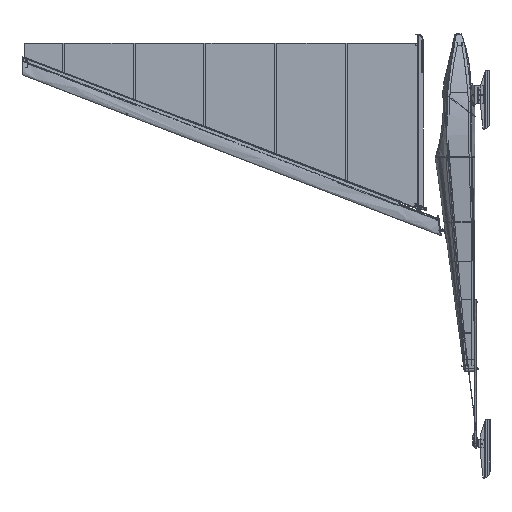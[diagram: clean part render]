
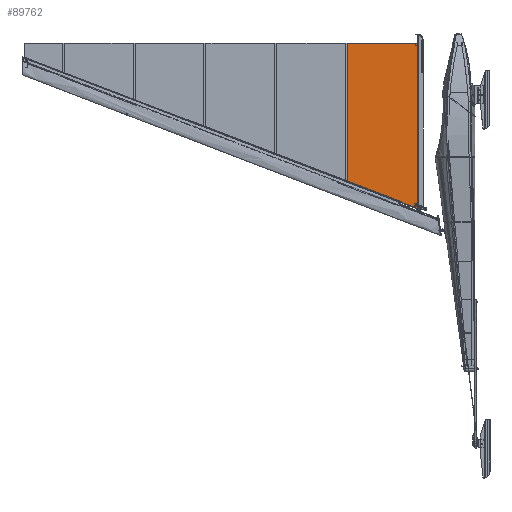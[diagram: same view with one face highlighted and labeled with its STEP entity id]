
A CAD part, left-side view. The second image highlights one B-rep face of the part: STEP entity #89762.
In plain terms, the highlighted free-form (B-spline) face has degree [1, 1] with [2, 2] control points.
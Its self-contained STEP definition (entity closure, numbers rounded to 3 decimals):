
#88657 = VERTEX_POINT('',#88658);
#88658 = CARTESIAN_POINT('',(-0.11,1452.415,
    3648.213));
#88663 = EDGE_CURVE('',#88664,#88657,#88666,.T.);
#88664 = VERTEX_POINT('',#88665);
#88665 = CARTESIAN_POINT('',(-0.11,662.367,
    3648.206));
#88666 = B_SPLINE_CURVE_WITH_KNOTS('',1,(#88667,#88668),.UNSPECIFIED.,
  .F.,.F.,(2,2),(-5087.146,-4176.713),
  .PIECEWISE_BEZIER_KNOTS.);
#88667 = CARTESIAN_POINT('',(-0.11,662.367,
    3648.206));
#88668 = CARTESIAN_POINT('',(-0.11,1452.415,
    3648.213));
#89146 = VERTEX_POINT('',#89147);
#89147 = CARTESIAN_POINT('',(-0.11,662.383,
    1797.33));
#89153 = EDGE_CURVE('',#89154,#89146,#89156,.T.);
#89154 = VERTEX_POINT('',#89155);
#89155 = CARTESIAN_POINT('',(-0.11,1452.428,
    2100.608));
#89156 = B_SPLINE_CURVE_WITH_KNOTS('',1,(#89157,#89158),.UNSPECIFIED.,
  .F.,.F.,(2,2),(4472.342,5447.548),
  .PIECEWISE_BEZIER_KNOTS.);
#89157 = CARTESIAN_POINT('',(-0.11,1452.428,
    2100.608));
#89158 = CARTESIAN_POINT('',(-0.11,662.383,
    1797.33));
#89543 = EDGE_CURVE('',#88657,#89154,#89544,.T.);
#89544 = B_SPLINE_CURVE_WITH_KNOTS('',1,(#89545,#89546),.UNSPECIFIED.,
  .F.,.F.,(2,2),(-335.659,1447.767),
  .PIECEWISE_BEZIER_KNOTS.);
#89545 = CARTESIAN_POINT('',(-0.11,1452.415,
    3648.213));
#89546 = CARTESIAN_POINT('',(-0.11,1452.428,
    2100.608));
#89743 = EDGE_CURVE('',#89146,#88664,#89744,.T.);
#89744 = B_SPLINE_CURVE_WITH_KNOTS('',1,(#89745,#89746),.UNSPECIFIED.,
  .F.,.F.,(2,2),(-2132.908,0.),.PIECEWISE_BEZIER_KNOTS.);
#89745 = CARTESIAN_POINT('',(-0.11,662.383,
    1797.33));
#89746 = CARTESIAN_POINT('',(-0.11,662.367,
    3648.206));
#89762 = ADVANCED_FACE('',(#89763,#89769,#89783),#89797,.T.);
#89763 = FACE_BOUND('',#89764,.T.);
#89764 = EDGE_LOOP('',(#89765,#89766,#89767,#89768));
#89765 = ORIENTED_EDGE('',*,*,#89543,.T.);
#89766 = ORIENTED_EDGE('',*,*,#89153,.T.);
#89767 = ORIENTED_EDGE('',*,*,#89743,.T.);
#89768 = ORIENTED_EDGE('',*,*,#88663,.T.);
#89769 = FACE_BOUND('',#89770,.T.);
#89770 = EDGE_LOOP('',(#89771));
#89771 = ORIENTED_EDGE('',*,*,#89772,.T.);
#89772 = EDGE_CURVE('',#89773,#89773,#89775,.T.);
#89773 = VERTEX_POINT('',#89774);
#89774 = CARTESIAN_POINT('',(-0.11,687.359,
    3631.675));
#89775 = ( BOUNDED_CURVE() B_SPLINE_CURVE(2,(#89776,#89777,#89778,#89779
    ,#89780,#89781,#89782),.UNSPECIFIED.,.T.,.F.) 
B_SPLINE_CURVE_WITH_KNOTS((3,2,2,3),(3.142,5.236,
7.33,9.425),.PIECEWISE_BEZIER_KNOTS.) CURVE() 
GEOMETRIC_REPRESENTATION_ITEM() RATIONAL_B_SPLINE_CURVE((1.,0.5,1.,0.5,
1.,0.5,1.)) REPRESENTATION_ITEM('') );
#89776 = CARTESIAN_POINT('',(-0.11,687.359,
    3631.675));
#89777 = CARTESIAN_POINT('',(-0.11,677.815,
    3631.675));
#89778 = CARTESIAN_POINT('',(-0.11,682.587,
    3623.409));
#89779 = CARTESIAN_POINT('',(-0.11,687.359,
    3615.144));
#89780 = CARTESIAN_POINT('',(-0.11,692.131,
    3623.41));
#89781 = CARTESIAN_POINT('',(-0.11,696.903,
    3631.675));
#89782 = CARTESIAN_POINT('',(-0.11,687.359,
    3631.675));
#89783 = FACE_BOUND('',#89784,.T.);
#89784 = EDGE_LOOP('',(#89785));
#89785 = ORIENTED_EDGE('',*,*,#89786,.T.);
#89786 = EDGE_CURVE('',#89787,#89787,#89789,.T.);
#89787 = VERTEX_POINT('',#89788);
#89788 = CARTESIAN_POINT('',(-0.11,687.374,
    1839.49));
#89789 = ( BOUNDED_CURVE() B_SPLINE_CURVE(2,(#89790,#89791,#89792,#89793
    ,#89794,#89795,#89796),.UNSPECIFIED.,.T.,.F.) 
B_SPLINE_CURVE_WITH_KNOTS((3,2,2,3),(3.142,5.236,
7.33,9.425),.PIECEWISE_BEZIER_KNOTS.) CURVE() 
GEOMETRIC_REPRESENTATION_ITEM() RATIONAL_B_SPLINE_CURVE((1.,0.5,1.,0.5,
1.,0.5,1.)) REPRESENTATION_ITEM('') );
#89790 = CARTESIAN_POINT('',(-0.11,687.374,
    1839.49));
#89791 = CARTESIAN_POINT('',(-0.11,677.83,
    1839.49));
#89792 = CARTESIAN_POINT('',(-0.11,682.602,
    1831.225));
#89793 = CARTESIAN_POINT('',(-0.11,687.374,
    1822.959));
#89794 = CARTESIAN_POINT('',(-0.11,692.146,
    1831.225));
#89795 = CARTESIAN_POINT('',(-0.11,696.918,
    1839.49));
#89796 = CARTESIAN_POINT('',(-0.11,687.374,
    1839.49));
#89797 = B_SPLINE_SURFACE_WITH_KNOTS('',1,1,(
    (#89798,#89799)
    ,(#89800,#89801
    )),.UNSPECIFIED.,.F.,.F.,.F.,(2,2),(2,2),(-1461.59,
    671.318),(-2154.975,-1244.541),
  .PIECEWISE_BEZIER_KNOTS.);
#89798 = CARTESIAN_POINT('',(-0.11,662.383,
    1797.33));
#89799 = CARTESIAN_POINT('',(-0.11,1452.431,
    1797.337));
#89800 = CARTESIAN_POINT('',(-0.11,662.367,
    3648.206));
#89801 = CARTESIAN_POINT('',(-0.11,1452.415,
    3648.213));
